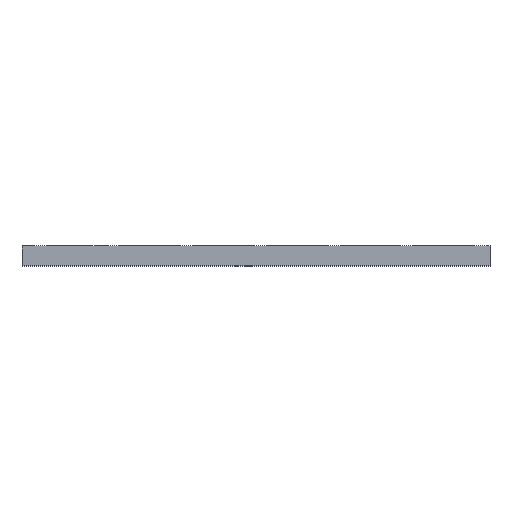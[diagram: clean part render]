
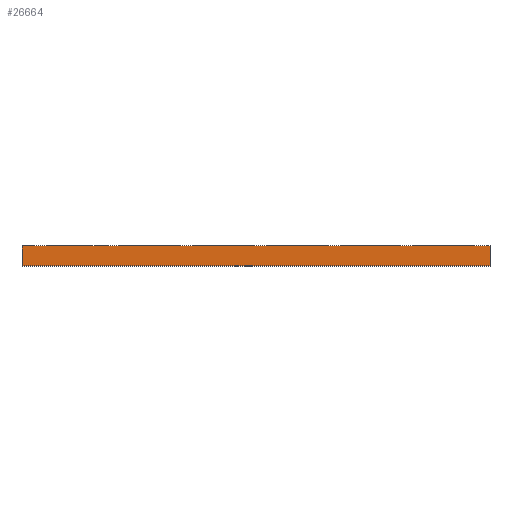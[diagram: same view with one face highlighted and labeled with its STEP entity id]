
A CAD part, top view. The second image highlights one B-rep face of the part: STEP entity #26664.
In plain terms, the highlighted planar face has unit normal (0, 0, 1).
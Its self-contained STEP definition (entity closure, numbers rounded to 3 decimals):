
#1893=DIRECTION('',(1.,0.,0.));
#1894=VECTOR('',#1893,119.2);
#1895=CARTESIAN_POINT('',(-12.25,1.3,38.));
#1896=LINE('',#1895,#1894);
#4505=DIRECTION('',(0.,1.,0.));
#4506=VECTOR('',#4505,5.);
#4507=CARTESIAN_POINT('',(-12.25,-3.7,38.));
#4508=LINE('',#4507,#4506);
#4581=DIRECTION('',(0.,1.,0.));
#4582=VECTOR('',#4581,5.);
#4583=CARTESIAN_POINT('',(106.95,-3.7,38.));
#4584=LINE('',#4583,#4582);
#4633=DIRECTION('',(1.,0.,0.));
#4634=VECTOR('',#4633,119.2);
#4635=CARTESIAN_POINT('',(-12.25,-3.7,38.));
#4636=LINE('',#4635,#4634);
#15787=CARTESIAN_POINT('',(-12.25,-3.7,38.));
#15788=VERTEX_POINT('',#15787);
#15789=CARTESIAN_POINT('',(-12.25,1.3,38.));
#15790=VERTEX_POINT('',#15789);
#15819=CARTESIAN_POINT('',(106.95,-3.7,38.));
#15820=VERTEX_POINT('',#15819);
#15821=CARTESIAN_POINT('',(106.95,1.3,38.));
#15822=VERTEX_POINT('',#15821);
#26653=CARTESIAN_POINT('',(-12.25,-3.7,38.));
#26654=DIRECTION('',(0.,0.,1.));
#26655=DIRECTION('',(0.,1.,0.));
#26656=AXIS2_PLACEMENT_3D('',#26653,#26654,#26655);
#26657=PLANE('',#26656);
#26658=ORIENTED_EDGE('',*,*,#26454,.T.);
#26659=ORIENTED_EDGE('',*,*,#23061,.T.);
#26660=ORIENTED_EDGE('',*,*,#26517,.F.);
#26661=ORIENTED_EDGE('',*,*,#26646,.F.);
#26662=EDGE_LOOP('',(#26658,#26659,#26660,#26661));
#26663=FACE_OUTER_BOUND('',#26662,.F.);
#26664=ADVANCED_FACE('',(#26663),#26657,.T.);
#23061=EDGE_CURVE('',#15790,#15822,#1896,.T.);
#26454=EDGE_CURVE('',#15788,#15790,#4508,.T.);
#26517=EDGE_CURVE('',#15820,#15822,#4584,.T.);
#26646=EDGE_CURVE('',#15788,#15820,#4636,.T.);
